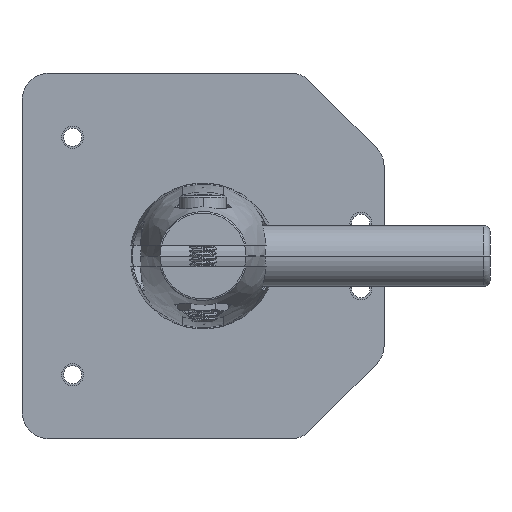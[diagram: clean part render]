
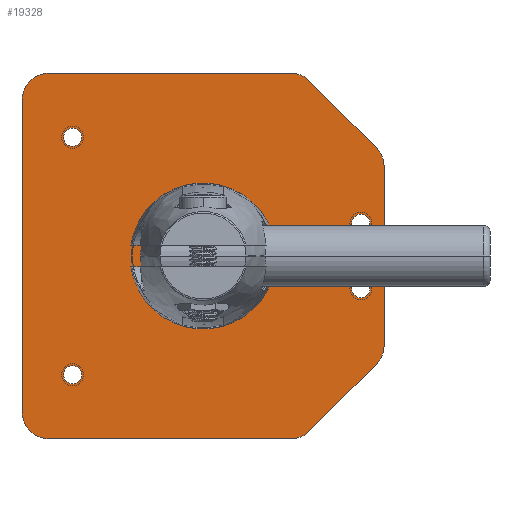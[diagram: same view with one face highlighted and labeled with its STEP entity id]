
A CAD part, left-side view. The second image highlights one B-rep face of the part: STEP entity #19328.
In plain terms, the highlighted face is planar.
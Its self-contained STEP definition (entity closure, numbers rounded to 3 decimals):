
#18847=CARTESIAN_POINT('',(0.,0.,0.));
#18848=DIRECTION('',(0.,1.,0.));
#18849=DIRECTION('',(1.,0.,0.));
#18850=AXIS2_PLACEMENT_3D('',#18847,#18848,#18849);
#18852=CARTESIAN_POINT('',(0.,0.,0.));
#18853=DIRECTION('',(0.,1.,0.));
#18854=DIRECTION('',(-1.,0.,0.));
#18855=AXIS2_PLACEMENT_3D('',#18852,#18853,#18854);
#18857=CARTESIAN_POINT('',(6.,0.,28.77));
#18858=DIRECTION('',(0.,1.,0.));
#18859=DIRECTION('',(1.,0.,0.));
#18860=AXIS2_PLACEMENT_3D('',#18857,#18858,#18859);
#18862=CARTESIAN_POINT('',(6.,0.,28.77));
#18863=DIRECTION('',(0.,1.,0.));
#18864=DIRECTION('',(-1.,0.,0.));
#18865=AXIS2_PLACEMENT_3D('',#18862,#18863,#18864);
#18867=CARTESIAN_POINT('',(-21.65,0.,-23.78));
#18868=DIRECTION('',(0.,1.,0.));
#18869=DIRECTION('',(1.,0.,0.));
#18870=AXIS2_PLACEMENT_3D('',#18867,#18868,#18869);
#18872=CARTESIAN_POINT('',(-21.65,0.,-23.78));
#18873=DIRECTION('',(0.,1.,0.));
#18874=DIRECTION('',(-1.,0.,0.));
#18875=AXIS2_PLACEMENT_3D('',#18872,#18873,#18874);
#18877=CARTESIAN_POINT('',(-6.,0.,28.77));
#18878=DIRECTION('',(0.,-1.,0.));
#18879=DIRECTION('',(-1.,0.,0.));
#18880=AXIS2_PLACEMENT_3D('',#18877,#18878,#18879);
#18882=CARTESIAN_POINT('',(-6.,0.,28.77));
#18883=DIRECTION('',(0.,-1.,0.));
#18884=DIRECTION('',(1.,0.,0.));
#18885=AXIS2_PLACEMENT_3D('',#18882,#18883,#18884);
#18887=CARTESIAN_POINT('',(21.65,0.,-23.78));
#18888=DIRECTION('',(0.,-1.,0.));
#18889=DIRECTION('',(-1.,0.,0.));
#18890=AXIS2_PLACEMENT_3D('',#18887,#18888,#18889);
#18892=CARTESIAN_POINT('',(21.65,0.,-23.78));
#18893=DIRECTION('',(0.,-1.,0.));
#18894=DIRECTION('',(1.,0.,0.));
#18895=AXIS2_PLACEMENT_3D('',#18892,#18893,#18894);
#18897=CARTESIAN_POINT('',(-28.35,0.,-28.));
#18898=DIRECTION('',(0.,-1.,0.));
#18899=DIRECTION('',(-1.,0.,0.));
#18900=AXIS2_PLACEMENT_3D('',#18897,#18898,#18899);
#18902=DIRECTION('',(0.,0.,1.));
#18903=VECTOR('',#18902,43.929);
#18904=CARTESIAN_POINT('',(-33.35,0.,-28.));
#18905=LINE('',#18904,#18903);
#18906=CARTESIAN_POINT('',(-28.35,0.,15.929));
#18907=DIRECTION('',(0.,-1.,0.));
#18908=DIRECTION('',(-0.707,0.,0.707));
#18909=AXIS2_PLACEMENT_3D('',#18906,#18907,#18908);
#18911=DIRECTION('',(-0.707,0.,-0.707));
#18912=VECTOR('',#18911,17.071);
#18913=CARTESIAN_POINT('',(-19.814,0.,31.536));
#18914=LINE('',#18913,#18912);
#18915=CARTESIAN_POINT('',(-16.279,0.,28.));
#18916=DIRECTION('',(0.,-1.,0.));
#18917=DIRECTION('',(0.,0.,1.));
#18918=AXIS2_PLACEMENT_3D('',#18915,#18916,#18917);
#18920=DIRECTION('',(1.,0.,0.));
#18921=VECTOR('',#18920,32.558);
#18922=CARTESIAN_POINT('',(-16.279,0.,33.));
#18923=LINE('',#18922,#18921);
#18924=CARTESIAN_POINT('',(16.279,0.,28.));
#18925=DIRECTION('',(0.,-1.,0.));
#18926=DIRECTION('',(0.707,0.,0.707));
#18927=AXIS2_PLACEMENT_3D('',#18924,#18925,#18926);
#18929=DIRECTION('',(-0.707,0.,0.707));
#18930=VECTOR('',#18929,17.071);
#18931=CARTESIAN_POINT('',(31.886,0.,19.464));
#18932=LINE('',#18931,#18930);
#18933=CARTESIAN_POINT('',(28.35,0.,15.929));
#18934=DIRECTION('',(0.,-1.,0.));
#18935=DIRECTION('',(1.,0.,0.));
#18936=AXIS2_PLACEMENT_3D('',#18933,#18934,#18935);
#18938=DIRECTION('',(0.,0.,-1.));
#18939=VECTOR('',#18938,43.929);
#18940=CARTESIAN_POINT('',(33.35,0.,15.929));
#18941=LINE('',#18940,#18939);
#18942=CARTESIAN_POINT('',(28.35,0.,-28.));
#18943=DIRECTION('',(0.,-1.,0.));
#18944=DIRECTION('',(0.,0.,-1.));
#18945=AXIS2_PLACEMENT_3D('',#18942,#18943,#18944);
#18947=DIRECTION('',(-1.,0.,0.));
#18948=VECTOR('',#18947,56.7);
#18949=CARTESIAN_POINT('',(28.35,0.,-33.));
#18950=LINE('',#18949,#18948);
#19179=CARTESIAN_POINT('',(10.,0.,0.));
#19180=CARTESIAN_POINT('',(-10.,0.,0.));
#19181=VERTEX_POINT('',#19179);
#19182=VERTEX_POINT('',#19180);
#19187=CARTESIAN_POINT('',(-33.35,0.,-28.));
#19188=CARTESIAN_POINT('',(-28.35,0.,-33.));
#19189=VERTEX_POINT('',#19187);
#19190=VERTEX_POINT('',#19188);
#19195=CARTESIAN_POINT('',(28.35,0.,-33.));
#19196=CARTESIAN_POINT('',(33.35,0.,-28.));
#19197=VERTEX_POINT('',#19195);
#19198=VERTEX_POINT('',#19196);
#19207=CARTESIAN_POINT('',(-31.886,0.,19.464));
#19208=VERTEX_POINT('',#19207);
#19209=CARTESIAN_POINT('',(-33.35,0.,15.929));
#19210=VERTEX_POINT('',#19209);
#19215=CARTESIAN_POINT('',(19.814,0.,31.536));
#19216=VERTEX_POINT('',#19215);
#19217=CARTESIAN_POINT('',(16.279,0.,33.));
#19218=VERTEX_POINT('',#19217);
#19219=CARTESIAN_POINT('',(-16.279,0.,33.));
#19220=CARTESIAN_POINT('',(-19.814,0.,31.536));
#19221=VERTEX_POINT('',#19219);
#19222=VERTEX_POINT('',#19220);
#19227=CARTESIAN_POINT('',(33.35,0.,15.929));
#19228=CARTESIAN_POINT('',(31.886,0.,19.464));
#19229=VERTEX_POINT('',#19227);
#19230=VERTEX_POINT('',#19228);
#19235=CARTESIAN_POINT('',(7.65,0.,28.77));
#19236=CARTESIAN_POINT('',(4.35,0.,28.77));
#19237=VERTEX_POINT('',#19235);
#19238=VERTEX_POINT('',#19236);
#19243=CARTESIAN_POINT('',(-7.65,0.,28.77));
#19245=VERTEX_POINT('',#19243);
#19247=CARTESIAN_POINT('',(-4.35,0.,28.77));
#19249=VERTEX_POINT('',#19247);
#19251=CARTESIAN_POINT('',(-20.,0.,-23.78));
#19252=CARTESIAN_POINT('',(-23.3,0.,-23.78));
#19253=VERTEX_POINT('',#19251);
#19254=VERTEX_POINT('',#19252);
#19259=CARTESIAN_POINT('',(20.,0.,-23.78));
#19260=CARTESIAN_POINT('',(23.3,0.,-23.78));
#19261=VERTEX_POINT('',#19259);
#19262=VERTEX_POINT('',#19260);
#19267=CARTESIAN_POINT('',(0.,0.,0.));
#19268=DIRECTION('',(0.,1.,0.));
#19269=DIRECTION('',(1.,0.,0.));
#19270=AXIS2_PLACEMENT_3D('',#19267,#19268,#19269);
#19271=PLANE('',#19270);
#19273=ORIENTED_EDGE('',*,*,#19272,.F.);
#19275=ORIENTED_EDGE('',*,*,#19274,.T.);
#19277=ORIENTED_EDGE('',*,*,#19276,.F.);
#19279=ORIENTED_EDGE('',*,*,#19278,.F.);
#19281=ORIENTED_EDGE('',*,*,#19280,.F.);
#19283=ORIENTED_EDGE('',*,*,#19282,.T.);
#19285=ORIENTED_EDGE('',*,*,#19284,.F.);
#19287=ORIENTED_EDGE('',*,*,#19286,.F.);
#19289=ORIENTED_EDGE('',*,*,#19288,.F.);
#19291=ORIENTED_EDGE('',*,*,#19290,.T.);
#19293=ORIENTED_EDGE('',*,*,#19292,.F.);
#19295=ORIENTED_EDGE('',*,*,#19294,.T.);
#19296=EDGE_LOOP('',(#19273,#19275,#19277,#19279,#19281,#19283,#19285,#19287,
#19289,#19291,#19293,#19295));
#19297=FACE_OUTER_BOUND('',#19296,.F.);
#19299=ORIENTED_EDGE('',*,*,#19298,.F.);
#19301=ORIENTED_EDGE('',*,*,#19300,.F.);
#19302=EDGE_LOOP('',(#19299,#19301));
#19303=FACE_BOUND('',#19302,.F.);
#19305=ORIENTED_EDGE('',*,*,#19304,.F.);
#19307=ORIENTED_EDGE('',*,*,#19306,.F.);
#19308=EDGE_LOOP('',(#19305,#19307));
#19309=FACE_BOUND('',#19308,.F.);
#19311=ORIENTED_EDGE('',*,*,#19310,.T.);
#19313=ORIENTED_EDGE('',*,*,#19312,.T.);
#19314=EDGE_LOOP('',(#19311,#19313));
#19315=FACE_BOUND('',#19314,.F.);
#19317=ORIENTED_EDGE('',*,*,#19316,.T.);
#19319=ORIENTED_EDGE('',*,*,#19318,.T.);
#19320=EDGE_LOOP('',(#19317,#19319));
#19321=FACE_BOUND('',#19320,.F.);
#19323=ORIENTED_EDGE('',*,*,#19322,.F.);
#19325=ORIENTED_EDGE('',*,*,#19324,.F.);
#19326=EDGE_LOOP('',(#19323,#19325));
#19327=FACE_BOUND('',#19326,.F.);
#19328=ADVANCED_FACE('',(#19297,#19303,#19309,#19315,#19321,#19327),#19271,.F.);
#18851=CIRCLE('',#18850,10.);
#18856=CIRCLE('',#18855,10.);
#18861=CIRCLE('',#18860,1.65);
#18866=CIRCLE('',#18865,1.65);
#18871=CIRCLE('',#18870,1.65);
#18876=CIRCLE('',#18875,1.65);
#18881=CIRCLE('',#18880,1.65);
#18886=CIRCLE('',#18885,1.65);
#18891=CIRCLE('',#18890,1.65);
#18896=CIRCLE('',#18895,1.65);
#18901=CIRCLE('',#18900,5.);
#18910=CIRCLE('',#18909,5.);
#18919=CIRCLE('',#18918,5.);
#18928=CIRCLE('',#18927,5.);
#18937=CIRCLE('',#18936,5.);
#18946=CIRCLE('',#18945,5.);
#19272=EDGE_CURVE('',#19189,#19190,#18901,.T.);
#19274=EDGE_CURVE('',#19189,#19210,#18905,.T.);
#19276=EDGE_CURVE('',#19208,#19210,#18910,.T.);
#19278=EDGE_CURVE('',#19222,#19208,#18914,.T.);
#19280=EDGE_CURVE('',#19221,#19222,#18919,.T.);
#19282=EDGE_CURVE('',#19221,#19218,#18923,.T.);
#19284=EDGE_CURVE('',#19216,#19218,#18928,.T.);
#19286=EDGE_CURVE('',#19230,#19216,#18932,.T.);
#19288=EDGE_CURVE('',#19229,#19230,#18937,.T.);
#19290=EDGE_CURVE('',#19229,#19198,#18941,.T.);
#19292=EDGE_CURVE('',#19197,#19198,#18946,.T.);
#19294=EDGE_CURVE('',#19197,#19190,#18950,.T.);
#19298=EDGE_CURVE('',#19237,#19238,#18861,.T.);
#19300=EDGE_CURVE('',#19238,#19237,#18866,.T.);
#19304=EDGE_CURVE('',#19253,#19254,#18871,.T.);
#19306=EDGE_CURVE('',#19254,#19253,#18876,.T.);
#19310=EDGE_CURVE('',#19245,#19249,#18881,.T.);
#19312=EDGE_CURVE('',#19249,#19245,#18886,.T.);
#19316=EDGE_CURVE('',#19261,#19262,#18891,.T.);
#19318=EDGE_CURVE('',#19262,#19261,#18896,.T.);
#19322=EDGE_CURVE('',#19181,#19182,#18851,.T.);
#19324=EDGE_CURVE('',#19182,#19181,#18856,.T.);
